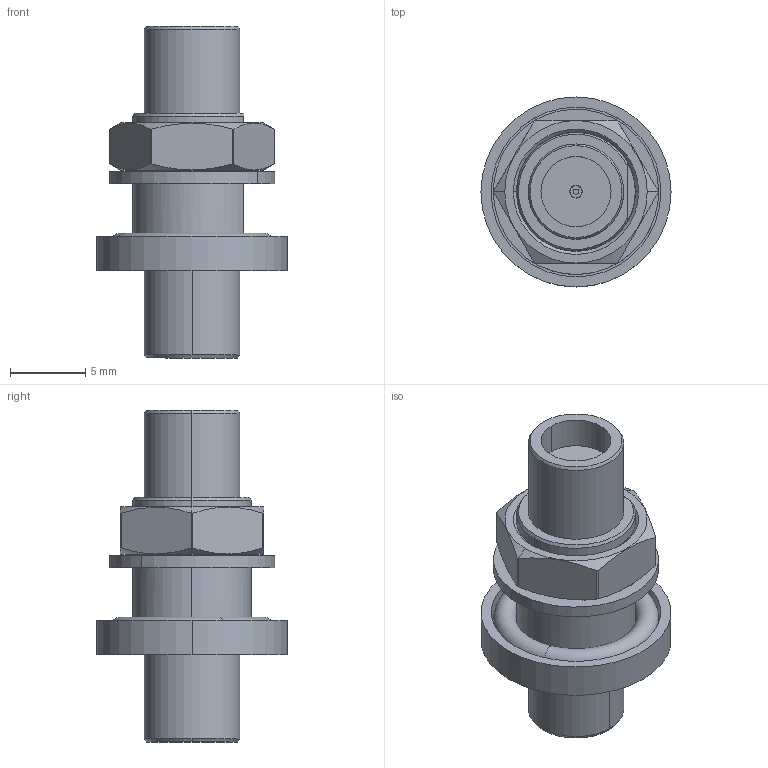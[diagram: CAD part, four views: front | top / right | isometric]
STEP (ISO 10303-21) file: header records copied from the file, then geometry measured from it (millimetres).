
FILE_DESCRIPTION (( 'STEP AP214' ), '1' );
FILE_NAME ('242-SMAD27G.STEP', '2019-01-23T14:26:07', ( '' ), ( '' ), 'SwSTEP 2.0', 'SolidWorks 2014', '' );
FILE_SCHEMA (( 'AUTOMOTIVE_DESIGN' ));
Length unit declared in the file: millimetre
Products named in the file (5): 242-SMAD27G; 9242-SMAD27G-NUT; Tooth-look-Washer-1_4-36-UNS2A_DIN 6797-J8.4; O-ring-8x1.5_O-ring DIN 3771 - 8.5x1.8; 9242-SMAD27G
Assembly tree (4 placements, depth 2):
  242-SMAD27G
    9242-SMAD27G
    O-ring-8x1.5_O-ring DIN 3771 - 8.5x1.8
    Tooth-look-Washer-1_4-36-UNS2A_DIN 6797-J8.4
    9242-SMAD27G-NUT
Bounding box: 12.65 x 12.65 x 22.1 mm (x, y, z)
Volume: 1081.4 mm3; surface area: 1510 mm2
Topology: 5 solids, 5 shells, 110 faces, 269 edges, 175 vertices
Faces by surface type: cylinder 52, plane 40, cone 14, torus 4
Entity records: 3720 total; most frequent: CARTESIAN_POINT 831, DIRECTION 589, ORIENTED_EDGE 538, EDGE_CURVE 269, AXIS2_PLACEMENT_3D 233, VERTEX_POINT 175, EDGE_LOOP 124, LINE 123
